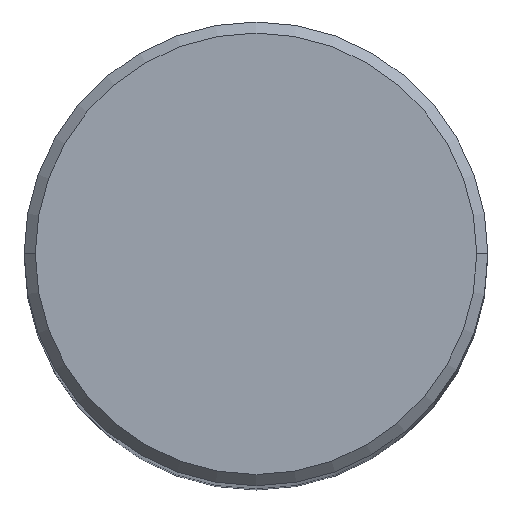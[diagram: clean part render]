
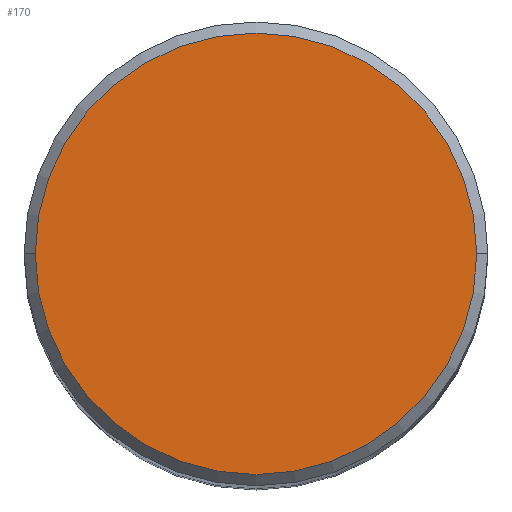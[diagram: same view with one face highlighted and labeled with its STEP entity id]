
A CAD part, top view. The second image highlights one B-rep face of the part: STEP entity #170.
In plain terms, the highlighted planar face has unit normal (0, 0, 1).
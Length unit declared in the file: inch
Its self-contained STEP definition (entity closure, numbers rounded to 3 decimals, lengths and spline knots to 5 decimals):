
#7 = AXIS2_PLACEMENT_3D ( 'NONE', #32, #216, #123 ) ;
#8 = CARTESIAN_POINT ( 'NONE',  ( 0., 0., 3.5 ) ) ;
#12 = DIRECTION ( 'NONE',  ( 0., 0., 1. ) ) ;
#32 = CARTESIAN_POINT ( 'NONE',  ( 0., 0., 3.5 ) ) ;
#53 = VERTEX_POINT ( 'NONE', #247 ) ;
#55 = PLANE ( 'NONE',  #7 ) ;
#72 = VERTEX_POINT ( 'NONE', #165 ) ;
#89 = ORIENTED_EDGE ( 'NONE', *, *, #289, .T. ) ;
#120 = DIRECTION ( 'NONE',  ( 1., 0., 0. ) ) ;
#123 = DIRECTION ( 'NONE',  ( 1., 0., 0. ) ) ;
#129 = DIRECTION ( 'NONE',  ( 1., 0., 0. ) ) ;
#132 = CARTESIAN_POINT ( 'NONE',  ( 0., 0., 3.5 ) ) ;
#153 = AXIS2_PLACEMENT_3D ( 'NONE', #132, #12, #129 ) ;
#164 = CIRCLE ( 'NONE', #153, 0.2975 ) ;
#165 = CARTESIAN_POINT ( 'NONE',  ( -0.2975, 0., 3.5 ) ) ;
#170 = ADVANCED_FACE ( 'NONE', ( #299 ), #55, .T. ) ;
#184 = AXIS2_PLACEMENT_3D ( 'NONE', #8, #284, #120 ) ;
#190 = EDGE_CURVE ( 'NONE', #72, #53, #285, .T. ) ;
#214 = ORIENTED_EDGE ( 'NONE', *, *, #190, .T. ) ;
#216 = DIRECTION ( 'NONE',  ( 0., 0., 1. ) ) ;
#247 = CARTESIAN_POINT ( 'NONE',  ( 0.2975, 0., 3.5 ) ) ;
#258 = EDGE_LOOP ( 'NONE', ( #214, #89 ) ) ;
#284 = DIRECTION ( 'NONE',  ( 0., 0., 1. ) ) ;
#285 = CIRCLE ( 'NONE', #184, 0.2975 ) ;
#289 = EDGE_CURVE ( 'NONE', #53, #72, #164, .T. ) ;
#299 = FACE_OUTER_BOUND ( 'NONE', #258, .T. ) ;
